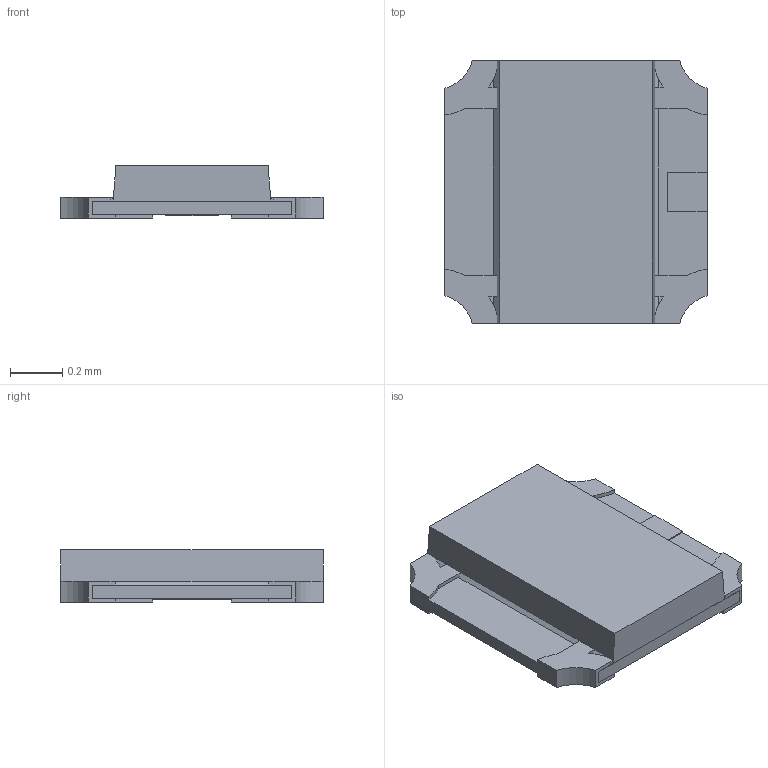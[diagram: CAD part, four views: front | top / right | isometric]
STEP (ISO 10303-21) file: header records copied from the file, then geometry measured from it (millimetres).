
FILE_DESCRIPTION(('STEP AP203'),'1');
FILE_NAME('sml-p24muwt86m.stp','2021-05-21T11:23:59',('TraceParts'),('TraceParts S.A.'),'Spatial InterOp 3D',' ',' ');
FILE_SCHEMA(('CONFIG_CONTROL_DESIGN'));
Length unit declared in the file: millimetre
Products named in the file (1): 1
Bounding box: 1 x 1 x 0.2 mm (x, y, z)
Volume: 0.1 mm3; surface area: 5.3 mm2
Topology: 8 solids, 8 shells, 114 faces, 294 edges, 196 vertices
Faces by surface type: plane 86, cylinder 28
Entity records: 3526 total; most frequent: CARTESIAN_POINT 612, DIRECTION 594, ORIENTED_EDGE 588, EDGE_CURVE 294, LINE 238, VECTOR 238, VERTEX_POINT 196, AXIS2_PLACEMENT_3D 178
